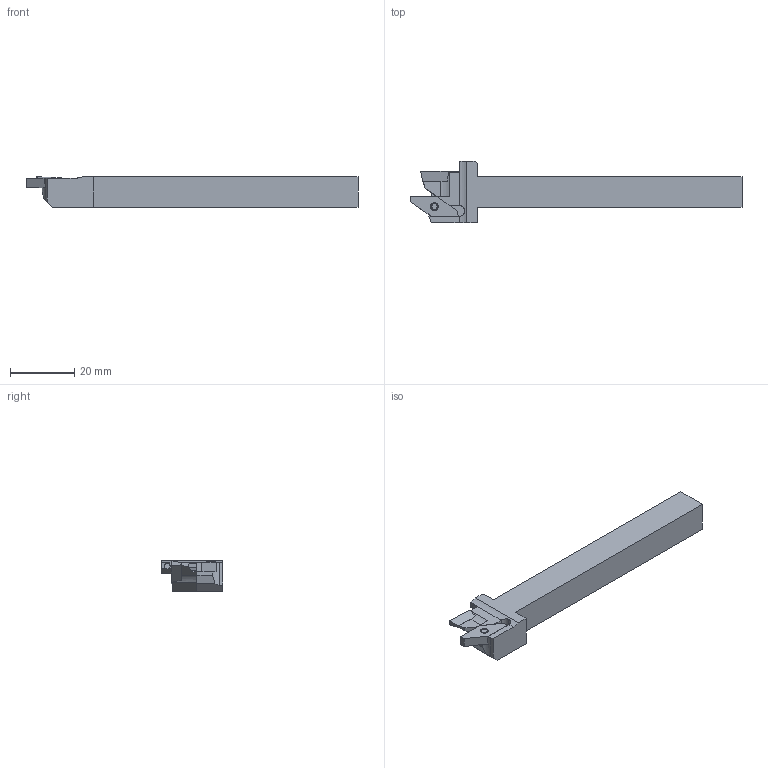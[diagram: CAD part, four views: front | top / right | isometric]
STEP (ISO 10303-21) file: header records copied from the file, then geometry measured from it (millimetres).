
FILE_DESCRIPTION (( 'STEP AP214' ), '1' );
FILE_NAME ('ISO-283-15.STEP', '2017-06-07T11:45:54', ( '' ), ( '' ), 'SwSTEP 2.0', 'SolidWorks 2016', '' );
FILE_SCHEMA (( 'AUTOMOTIVE_DESIGN' ));
Length unit declared in the file: millimetre
Products named in the file (1): ISO-283-15
Bounding box: 103.3 x 19 x 9.53 mm (x, y, z)
Volume: 9543.8 mm3; surface area: 4462.8 mm2
Topology: 1 solids, 1 shells, 90 faces, 273 edges, 179 vertices
Faces by surface type: plane 73, cylinder 15, bspline 2
Entity records: 3791 total; most frequent: CARTESIAN_POINT 970, ORIENTED_EDGE 546, DIRECTION 497, EDGE_CURVE 273, VERTEX_POINT 179, VECTOR 177, LINE 177, AXIS2_PLACEMENT_3D 160
